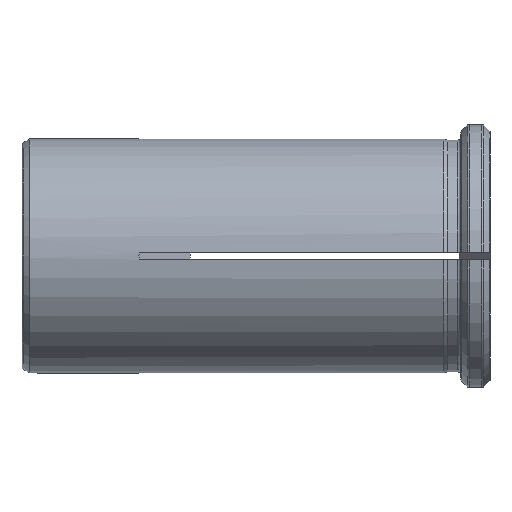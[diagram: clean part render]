
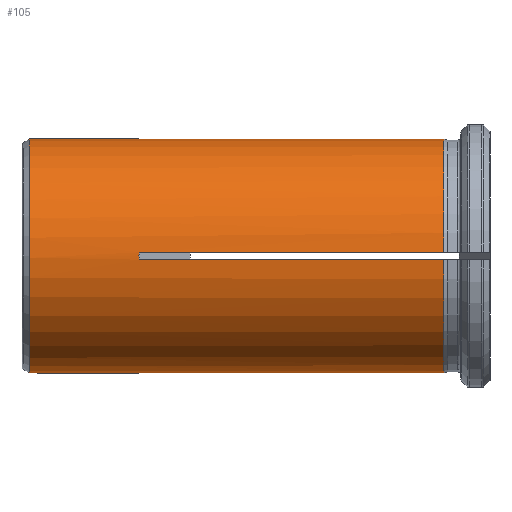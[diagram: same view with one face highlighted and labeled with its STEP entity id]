
A CAD part, front view. The second image highlights one B-rep face of the part: STEP entity #105.
In plain terms, the highlighted cylindrical face has radius 16 mm (diameter 32 mm), a full revolution.
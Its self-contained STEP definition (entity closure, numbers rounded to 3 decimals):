
#105=ADVANCED_FACE( '', ( #270, #271 ), #272, .T. );
#270=FACE_OUTER_BOUND( '', #505, .T. );
#271=FACE_OUTER_BOUND( '', #506, .T. );
#272=CYLINDRICAL_SURFACE( '', #507, 16. );
#505=EDGE_LOOP( '', ( #756 ) );
#506=EDGE_LOOP( '', ( #757, #758, #759, #760, #761, #762, #763, #764, #765, #766, #767, #768, #769, #770, #771, #772 ) );
#507=AXIS2_PLACEMENT_3D( '', #773, #774, #775 );
#756=ORIENTED_EDGE( '', *, *, #1429, .F. );
#757=ORIENTED_EDGE( '', *, *, #1430, .F. );
#758=ORIENTED_EDGE( '', *, *, #1431, .T. );
#759=ORIENTED_EDGE( '', *, *, #1432, .T. );
#760=ORIENTED_EDGE( '', *, *, #1433, .F. );
#761=ORIENTED_EDGE( '', *, *, #1434, .F. );
#762=ORIENTED_EDGE( '', *, *, #1435, .T. );
#763=ORIENTED_EDGE( '', *, *, #1436, .T. );
#764=ORIENTED_EDGE( '', *, *, #1437, .F. );
#765=ORIENTED_EDGE( '', *, *, #1438, .F. );
#766=ORIENTED_EDGE( '', *, *, #1439, .T. );
#767=ORIENTED_EDGE( '', *, *, #1440, .T. );
#768=ORIENTED_EDGE( '', *, *, #1441, .F. );
#769=ORIENTED_EDGE( '', *, *, #1442, .F. );
#770=ORIENTED_EDGE( '', *, *, #1443, .T. );
#771=ORIENTED_EDGE( '', *, *, #1444, .T. );
#772=ORIENTED_EDGE( '', *, *, #1445, .F. );
#773=CARTESIAN_POINT( '', ( -60., 0., 0. ) );
#774=DIRECTION( '', ( 1., 0., 0. ) );
#775=DIRECTION( '', ( 0., 0., 1. ) );
#1429=EDGE_CURVE( '', #1720, #1720, #1721, .F. );
#1430=EDGE_CURVE( '', #1722, #1723, #1724, .F. );
#1431=EDGE_CURVE( '', #1722, #1725, #1726, .T. );
#1432=EDGE_CURVE( '', #1725, #1727, #1728, .F. );
#1433=EDGE_CURVE( '', #1729, #1727, #1730, .T. );
#1434=EDGE_CURVE( '', #1731, #1729, #1732, .F. );
#1435=EDGE_CURVE( '', #1731, #1733, #1734, .T. );
#1436=EDGE_CURVE( '', #1733, #1735, #1736, .F. );
#1437=EDGE_CURVE( '', #1737, #1735, #1738, .T. );
#1438=EDGE_CURVE( '', #1739, #1737, #1740, .F. );
#1439=EDGE_CURVE( '', #1739, #1741, #1742, .T. );
#1440=EDGE_CURVE( '', #1741, #1743, #1744, .F. );
#1441=EDGE_CURVE( '', #1745, #1743, #1746, .T. );
#1442=EDGE_CURVE( '', #1747, #1745, #1748, .F. );
#1443=EDGE_CURVE( '', #1747, #1749, #1750, .T. );
#1444=EDGE_CURVE( '', #1749, #1751, #1752, .F. );
#1445=EDGE_CURVE( '', #1723, #1751, #1753, .T. );
#1720=VERTEX_POINT( '', #2163 );
#1721=CIRCLE( '', #2164, 16. );
#1722=VERTEX_POINT( '', #2165 );
#1723=VERTEX_POINT( '', #2166 );
#1724=CIRCLE( '', #2167, 16. );
#1725=VERTEX_POINT( '', #2168 );
#1726=LINE( '', #2169, #2170 );
#1727=VERTEX_POINT( '', #2171 );
#1728=ELLIPSE( '', #2172, 22.627, 16. );
#1729=VERTEX_POINT( '', #2173 );
#1730=LINE( '', #2174, #2175 );
#1731=VERTEX_POINT( '', #2176 );
#1732=CIRCLE( '', #2177, 16. );
#1733=VERTEX_POINT( '', #2178 );
#1734=LINE( '', #2179, #2180 );
#1735=VERTEX_POINT( '', #2181 );
#1736=ELLIPSE( '', #2182, 22.627, 16. );
#1737=VERTEX_POINT( '', #2183 );
#1738=LINE( '', #2184, #2185 );
#1739=VERTEX_POINT( '', #2186 );
#1740=CIRCLE( '', #2187, 16. );
#1741=VERTEX_POINT( '', #2188 );
#1742=LINE( '', #2189, #2190 );
#1743=VERTEX_POINT( '', #2191 );
#1744=ELLIPSE( '', #2192, 22.627, 16. );
#1745=VERTEX_POINT( '', #2193 );
#1746=LINE( '', #2194, #2195 );
#1747=VERTEX_POINT( '', #2196 );
#1748=CIRCLE( '', #2197, 16. );
#1749=VERTEX_POINT( '', #2198 );
#1750=LINE( '', #2199, #2200 );
#1751=VERTEX_POINT( '', #2201 );
#1752=ELLIPSE( '', #2202, 22.627, 16. );
#1753=LINE( '', #2203, #2204 );
#2163=CARTESIAN_POINT( '', ( -58.986, 0., -16. ) );
#2164=AXIS2_PLACEMENT_3D( '', #2868, #2869, #2870 );
#2165=CARTESIAN_POINT( '', ( -2.313, -15.992, -0.5 ) );
#2166=CARTESIAN_POINT( '', ( -2.313, -0.5, -15.992 ) );
#2167=AXIS2_PLACEMENT_3D( '', #2871, #2872, #2873 );
#2168=CARTESIAN_POINT( '', ( -43.992, -15.992, -0.5 ) );
#2169=CARTESIAN_POINT( '', ( -60., -15.992, -0.5 ) );
#2170=VECTOR( '', #2874, 1000. );
#2171=CARTESIAN_POINT( '', ( -43.992, -15.992, 0.5 ) );
#2172=AXIS2_PLACEMENT_3D( '', #2875, #2876, #2877 );
#2173=CARTESIAN_POINT( '', ( -2.313, -15.992, 0.5 ) );
#2174=CARTESIAN_POINT( '', ( -60., -15.992, 0.5 ) );
#2175=VECTOR( '', #2878, 1000. );
#2176=CARTESIAN_POINT( '', ( -2.313, -0.5, 15.992 ) );
#2177=AXIS2_PLACEMENT_3D( '', #2879, #2880, #2881 );
#2178=CARTESIAN_POINT( '', ( -43.992, -0.5, 15.992 ) );
#2179=CARTESIAN_POINT( '', ( -60., -0.5, 15.992 ) );
#2180=VECTOR( '', #2882, 1000. );
#2181=CARTESIAN_POINT( '', ( -43.992, 0.5, 15.992 ) );
#2182=AXIS2_PLACEMENT_3D( '', #2883, #2884, #2885 );
#2183=CARTESIAN_POINT( '', ( -2.313, 0.5, 15.992 ) );
#2184=CARTESIAN_POINT( '', ( -60., 0.5, 15.992 ) );
#2185=VECTOR( '', #2886, 1000. );
#2186=CARTESIAN_POINT( '', ( -2.313, 15.992, 0.5 ) );
#2187=AXIS2_PLACEMENT_3D( '', #2887, #2888, #2889 );
#2188=CARTESIAN_POINT( '', ( -43.992, 15.992, 0.5 ) );
#2189=CARTESIAN_POINT( '', ( -60., 15.992, 0.5 ) );
#2190=VECTOR( '', #2890, 1000. );
#2191=CARTESIAN_POINT( '', ( -43.992, 15.992, -0.5 ) );
#2192=AXIS2_PLACEMENT_3D( '', #2891, #2892, #2893 );
#2193=CARTESIAN_POINT( '', ( -2.313, 15.992, -0.5 ) );
#2194=CARTESIAN_POINT( '', ( -60., 15.992, -0.5 ) );
#2195=VECTOR( '', #2894, 1000. );
#2196=CARTESIAN_POINT( '', ( -2.313, 0.5, -15.992 ) );
#2197=AXIS2_PLACEMENT_3D( '', #2895, #2896, #2897 );
#2198=CARTESIAN_POINT( '', ( -43.992, 0.5, -15.992 ) );
#2199=CARTESIAN_POINT( '', ( -60., 0.5, -15.992 ) );
#2200=VECTOR( '', #2898, 1000. );
#2201=CARTESIAN_POINT( '', ( -43.992, -0.5, -15.992 ) );
#2202=AXIS2_PLACEMENT_3D( '', #2899, #2900, #2901 );
#2203=CARTESIAN_POINT( '', ( -60., -0.5, -15.992 ) );
#2204=VECTOR( '', #2902, 1000. );
#2868=CARTESIAN_POINT( '', ( -58.986, 0., 0. ) );
#2869=DIRECTION( '', ( 1., 0., 0. ) );
#2870=DIRECTION( '', ( 0., 0., -1. ) );
#2871=CARTESIAN_POINT( '', ( -2.313, 0., 0. ) );
#2872=DIRECTION( '', ( -1., 0., 0. ) );
#2873=DIRECTION( '', ( 0., 0., 1. ) );
#2874=DIRECTION( '', ( -1., 0., 0. ) );
#2875=CARTESIAN_POINT( '', ( -28., 0., 0. ) );
#2876=DIRECTION( '', ( 0.707, -0.707, 0. ) );
#2877=DIRECTION( '', ( -0.707, -0.707, 0. ) );
#2878=DIRECTION( '', ( -1., 0., 0. ) );
#2879=CARTESIAN_POINT( '', ( -2.313, 0., 0. ) );
#2880=DIRECTION( '', ( -1., 0., 0. ) );
#2881=DIRECTION( '', ( 0., 0., 1. ) );
#2882=DIRECTION( '', ( -1., 0., 0. ) );
#2883=CARTESIAN_POINT( '', ( -28., 0., 0. ) );
#2884=DIRECTION( '', ( 0.707, 0., 0.707 ) );
#2885=DIRECTION( '', ( -0.707, 0., 0.707 ) );
#2886=DIRECTION( '', ( -1., 0., 0. ) );
#2887=CARTESIAN_POINT( '', ( -2.313, 0., 0. ) );
#2888=DIRECTION( '', ( -1., 0., 0. ) );
#2889=DIRECTION( '', ( 0., 0., 1. ) );
#2890=DIRECTION( '', ( -1., 0., 0. ) );
#2891=CARTESIAN_POINT( '', ( -28., 0., 0. ) );
#2892=DIRECTION( '', ( 0.707, 0.707, 0. ) );
#2893=DIRECTION( '', ( -0.707, 0.707, 0. ) );
#2894=DIRECTION( '', ( -1., 0., 0. ) );
#2895=CARTESIAN_POINT( '', ( -2.313, 0., 0. ) );
#2896=DIRECTION( '', ( -1., 0., 0. ) );
#2897=DIRECTION( '', ( 0., 0., 1. ) );
#2898=DIRECTION( '', ( -1., 0., 0. ) );
#2899=CARTESIAN_POINT( '', ( -28., 0., 0. ) );
#2900=DIRECTION( '', ( 0.707, 0., -0.707 ) );
#2901=DIRECTION( '', ( -0.707, 0., -0.707 ) );
#2902=DIRECTION( '', ( -1., 0., 0. ) );
